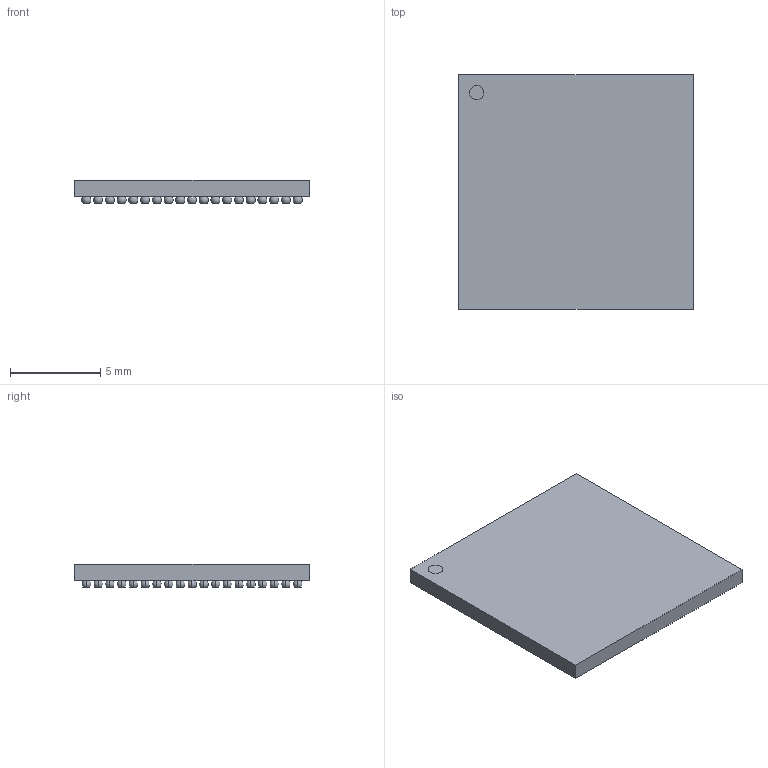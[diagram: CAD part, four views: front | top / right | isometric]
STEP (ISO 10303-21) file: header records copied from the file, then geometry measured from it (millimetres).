
FILE_DESCRIPTION((''),'2;1');
FILE_NAME('BGA298C65P19X19_1300X1300X130.stp','2012-01-12T15:42:47',(''),(''),'Mechanical Desktop 2011','Mechanical Desktop 2011',', , ');
FILE_SCHEMA(('AUTOMOTIVE_DESIGN { 1 2 10303 214 1 1 1 1 }'));
Length unit declared in the file: millimetre
Products named in the file (1): Product
Bounding box: 13 x 13 x 1.3 mm (x, y, z)
Volume: 170.5 mm3; surface area: 615.4 mm2
Topology: 300 solids, 300 shells, 1205 faces, 2408 edges, 1804 vertices
Faces by surface type: plane 605, sphere 596, cylinder 4
Entity records: 33462 total; most frequent: DIRECTION 7212, CARTESIAN_POINT 5418, ORIENTED_EDGE 4816, AXIS2_PLACEMENT_3D 3598, EDGE_CURVE 2408, CIRCLE 2392, VERTEX_POINT 1804, EDGE_LOOP 1206
